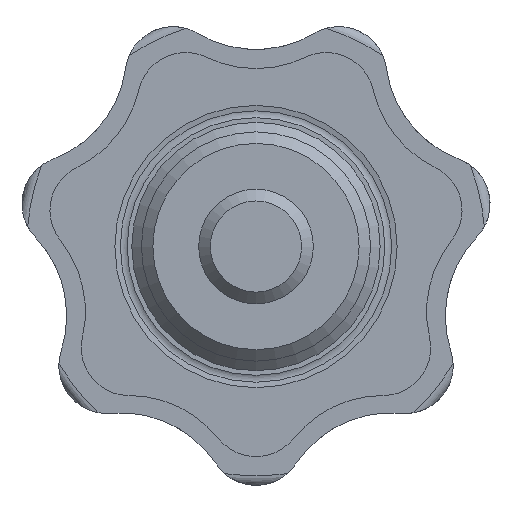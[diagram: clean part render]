
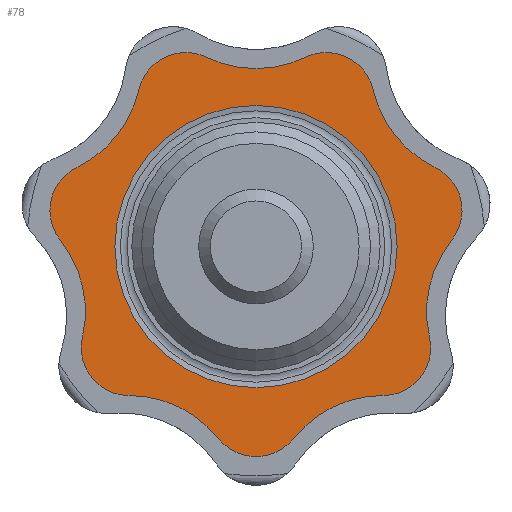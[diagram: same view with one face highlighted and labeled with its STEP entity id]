
A CAD part, front view. The second image highlights one B-rep face of the part: STEP entity #78.
In plain terms, the highlighted planar face has unit normal (0, -1, 0).
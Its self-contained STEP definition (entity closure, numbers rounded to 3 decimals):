
#78 = ADVANCED_FACE( '', ( #197, #198 ), #199, .F. );
#197 = FACE_OUTER_BOUND( '', #368, .T. );
#198 = FACE_BOUND( '', #369, .T. );
#199 = PLANE( '', #370 );
#368 = EDGE_LOOP( '', ( #542, #543, #544, #545, #546, #547, #548, #549, #550, #551, #552, #553, #554, #555 ) );
#369 = EDGE_LOOP( '', ( #556 ) );
#370 = AXIS2_PLACEMENT_3D( '', #557, #558, #559 );
#542 = ORIENTED_EDGE( '', *, *, #999, .T. );
#543 = ORIENTED_EDGE( '', *, *, #1000, .F. );
#544 = ORIENTED_EDGE( '', *, *, #1001, .T. );
#545 = ORIENTED_EDGE( '', *, *, #1002, .F. );
#546 = ORIENTED_EDGE( '', *, *, #1003, .T. );
#547 = ORIENTED_EDGE( '', *, *, #1004, .F. );
#548 = ORIENTED_EDGE( '', *, *, #1005, .T. );
#549 = ORIENTED_EDGE( '', *, *, #1006, .F. );
#550 = ORIENTED_EDGE( '', *, *, #1007, .T. );
#551 = ORIENTED_EDGE( '', *, *, #1008, .F. );
#552 = ORIENTED_EDGE( '', *, *, #1009, .T. );
#553 = ORIENTED_EDGE( '', *, *, #1010, .F. );
#554 = ORIENTED_EDGE( '', *, *, #1011, .T. );
#555 = ORIENTED_EDGE( '', *, *, #993, .F. );
#556 = ORIENTED_EDGE( '', *, *, #1012, .F. );
#557 = CARTESIAN_POINT( '', ( -10.789, 13.7, -4.354 ) );
#558 = DIRECTION( '', ( 0., 1., 0. ) );
#559 = DIRECTION( '', ( 0., 0., 1. ) );
#993 = EDGE_CURVE( '', #1177, #1172, #1179, .T. );
#999 = EDGE_CURVE( '', #1177, #1188, #1189, .T. );
#1000 = EDGE_CURVE( '', #1190, #1188, #1191, .T. );
#1001 = EDGE_CURVE( '', #1190, #1192, #1193, .T. );
#1002 = EDGE_CURVE( '', #1194, #1192, #1195, .T. );
#1003 = EDGE_CURVE( '', #1194, #1196, #1197, .T. );
#1004 = EDGE_CURVE( '', #1198, #1196, #1199, .T. );
#1005 = EDGE_CURVE( '', #1198, #1200, #1201, .T. );
#1006 = EDGE_CURVE( '', #1202, #1200, #1203, .T. );
#1007 = EDGE_CURVE( '', #1202, #1204, #1205, .T. );
#1008 = EDGE_CURVE( '', #1206, #1204, #1207, .T. );
#1009 = EDGE_CURVE( '', #1206, #1208, #1209, .T. );
#1010 = EDGE_CURVE( '', #1210, #1208, #1211, .T. );
#1011 = EDGE_CURVE( '', #1210, #1172, #1212, .T. );
#1012 = EDGE_CURVE( '', #1213, #1213, #1214, .F. );
#1172 = VERTEX_POINT( '', #1449 );
#1177 = VERTEX_POINT( '', #1455 );
#1179 = CIRCLE( '', #1458, 2.5 );
#1188 = VERTEX_POINT( '', #1485 );
#1189 = CIRCLE( '', #1486, 6. );
#1190 = VERTEX_POINT( '', #1487 );
#1191 = CIRCLE( '', #1488, 2.5 );
#1192 = VERTEX_POINT( '', #1489 );
#1193 = CIRCLE( '', #1490, 6. );
#1194 = VERTEX_POINT( '', #1491 );
#1195 = CIRCLE( '', #1492, 2.5 );
#1196 = VERTEX_POINT( '', #1493 );
#1197 = CIRCLE( '', #1494, 6. );
#1198 = VERTEX_POINT( '', #1495 );
#1199 = CIRCLE( '', #1496, 2.5 );
#1200 = VERTEX_POINT( '', #1497 );
#1201 = CIRCLE( '', #1498, 6. );
#1202 = VERTEX_POINT( '', #1499 );
#1203 = CIRCLE( '', #1500, 2.5 );
#1204 = VERTEX_POINT( '', #1501 );
#1205 = CIRCLE( '', #1502, 6. );
#1206 = VERTEX_POINT( '', #1503 );
#1207 = CIRCLE( '', #1504, 2.5 );
#1208 = VERTEX_POINT( '', #1505 );
#1209 = CIRCLE( '', #1506, 6. );
#1210 = VERTEX_POINT( '', #1507 );
#1211 = CIRCLE( '', #1508, 2.5 );
#1212 = CIRCLE( '', #1509, 6. );
#1213 = VERTEX_POINT( '', #1510 );
#1214 = CIRCLE( '', #1511, 7.386 );
#1449 = CARTESIAN_POINT( '', ( -9.372, 13.7, 4.144 ) );
#1455 = CARTESIAN_POINT( '', ( -10.241, 13.7, 0.333 ) );
#1458 = AXIS2_PLACEMENT_3D( '', #2143, #2144, #2145 );
#1485 = CARTESIAN_POINT( '', ( -9.083, 13.7, -4.743 ) );
#1486 = AXIS2_PLACEMENT_3D( '', #2149, #2150, #2151 );
#1487 = CARTESIAN_POINT( '', ( -6.646, 13.7, -7.8 ) );
#1488 = AXIS2_PLACEMENT_3D( '', #2152, #2153, #2154 );
#1489 = CARTESIAN_POINT( '', ( -1.955, 13.7, -10.059 ) );
#1490 = AXIS2_PLACEMENT_3D( '', #2155, #2156, #2157 );
#1491 = CARTESIAN_POINT( '', ( 1.955, 13.7, -10.059 ) );
#1492 = AXIS2_PLACEMENT_3D( '', #2158, #2159, #2160 );
#1493 = CARTESIAN_POINT( '', ( 6.646, 13.7, -7.8 ) );
#1494 = AXIS2_PLACEMENT_3D( '', #2161, #2162, #2163 );
#1495 = CARTESIAN_POINT( '', ( 9.083, 13.7, -4.743 ) );
#1496 = AXIS2_PLACEMENT_3D( '', #2164, #2165, #2166 );
#1497 = CARTESIAN_POINT( '', ( 10.241, 13.7, 0.333 ) );
#1498 = AXIS2_PLACEMENT_3D( '', #2167, #2168, #2169 );
#1499 = CARTESIAN_POINT( '', ( 9.372, 13.7, 4.144 ) );
#1500 = AXIS2_PLACEMENT_3D( '', #2170, #2171, #2172 );
#1501 = CARTESIAN_POINT( '', ( 6.125, 13.7, 8.215 ) );
#1502 = AXIS2_PLACEMENT_3D( '', #2173, #2174, #2175 );
#1503 = CARTESIAN_POINT( '', ( 2.603, 13.7, 9.911 ) );
#1504 = AXIS2_PLACEMENT_3D( '', #2176, #2177, #2178 );
#1505 = CARTESIAN_POINT( '', ( -2.603, 13.7, 9.911 ) );
#1506 = AXIS2_PLACEMENT_3D( '', #2179, #2180, #2181 );
#1507 = CARTESIAN_POINT( '', ( -6.125, 13.7, 8.215 ) );
#1508 = AXIS2_PLACEMENT_3D( '', #2182, #2183, #2184 );
#1509 = AXIS2_PLACEMENT_3D( '', #2185, #2186, #2187 );
#1510 = CARTESIAN_POINT( '', ( 0., 13.7, 7.386 ) );
#1511 = AXIS2_PLACEMENT_3D( '', #2188, #2189, #2190 );
#2143 = CARTESIAN_POINT( '', ( -8.287, 13.7, 1.891 ) );
#2144 = DIRECTION( '', ( 0., 1., 0. ) );
#2145 = DIRECTION( '', ( 1., 0., 0. ) );
#2149 = CARTESIAN_POINT( '', ( -14.932, 13.7, -3.408 ) );
#2150 = DIRECTION( '', ( 0., 1., 0. ) );
#2151 = DIRECTION( '', ( 1., 0., 0. ) );
#2152 = CARTESIAN_POINT( '', ( -6.646, 13.7, -5.3 ) );
#2153 = DIRECTION( '', ( 0., 1., 0. ) );
#2154 = DIRECTION( '', ( 1., 0., 0. ) );
#2155 = CARTESIAN_POINT( '', ( -6.646, 13.7, -13.8 ) );
#2156 = DIRECTION( '', ( 0., 1., 0. ) );
#2157 = DIRECTION( '', ( 1., 0., 0. ) );
#2158 = CARTESIAN_POINT( '', ( 0., 13.7, -8.5 ) );
#2159 = DIRECTION( '', ( 0., 1., 0. ) );
#2160 = DIRECTION( '', ( 1., 0., 0. ) );
#2161 = CARTESIAN_POINT( '', ( 6.646, 13.7, -13.8 ) );
#2162 = DIRECTION( '', ( 0., 1., 0. ) );
#2163 = DIRECTION( '', ( 1., 0., 0. ) );
#2164 = CARTESIAN_POINT( '', ( 6.646, 13.7, -5.3 ) );
#2165 = DIRECTION( '', ( 0., 1., 0. ) );
#2166 = DIRECTION( '', ( 1., 0., 0. ) );
#2167 = CARTESIAN_POINT( '', ( 14.932, 13.7, -3.408 ) );
#2168 = DIRECTION( '', ( 0., 1., 0. ) );
#2169 = DIRECTION( '', ( 1., 0., 0. ) );
#2170 = CARTESIAN_POINT( '', ( 8.287, 13.7, 1.891 ) );
#2171 = DIRECTION( '', ( 0., 1., 0. ) );
#2172 = DIRECTION( '', ( 1., 0., 0. ) );
#2173 = CARTESIAN_POINT( '', ( 11.975, 13.7, 9.55 ) );
#2174 = DIRECTION( '', ( 0., 1., 0. ) );
#2175 = DIRECTION( '', ( 1., 0., 0. ) );
#2176 = CARTESIAN_POINT( '', ( 3.688, 13.7, 7.658 ) );
#2177 = DIRECTION( '', ( 0., 1., 0. ) );
#2178 = DIRECTION( '', ( 1., 0., 0. ) );
#2179 = CARTESIAN_POINT( '', ( 0., 13.7, 15.316 ) );
#2180 = DIRECTION( '', ( 0., 1., 0. ) );
#2181 = DIRECTION( '', ( 1., 0., 0. ) );
#2182 = CARTESIAN_POINT( '', ( -3.688, 13.7, 7.658 ) );
#2183 = DIRECTION( '', ( 0., 1., 0. ) );
#2184 = DIRECTION( '', ( 1., 0., 0. ) );
#2185 = CARTESIAN_POINT( '', ( -11.975, 13.7, 9.55 ) );
#2186 = DIRECTION( '', ( 0., 1., 0. ) );
#2187 = DIRECTION( '', ( 1., 0., 0. ) );
#2188 = CARTESIAN_POINT( '', ( 0., 13.7, 0. ) );
#2189 = DIRECTION( '', ( 0., 1., 0. ) );
#2190 = DIRECTION( '', ( 0., 0., 1. ) );
